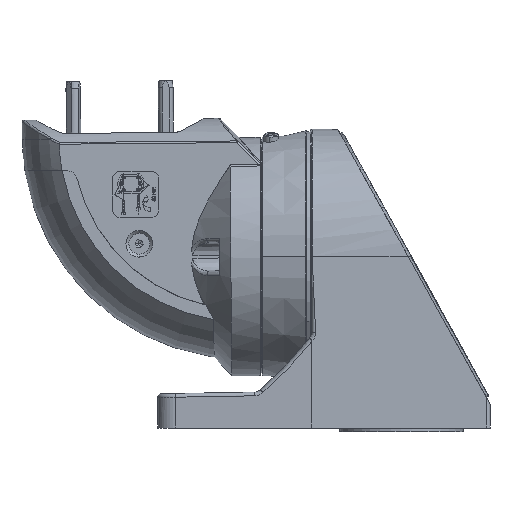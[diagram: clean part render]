
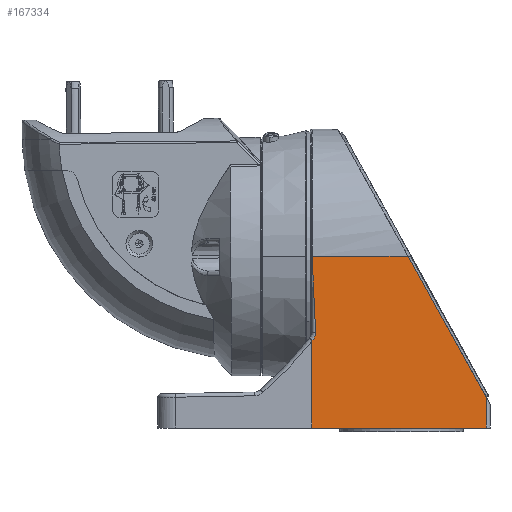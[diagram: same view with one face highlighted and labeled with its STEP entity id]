
A CAD part, left-side view. The second image highlights one B-rep face of the part: STEP entity #167334.
In plain terms, the highlighted face is planar.
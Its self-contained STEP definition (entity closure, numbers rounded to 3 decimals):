
#3016 = DIRECTION ( 'NONE',  ( 1., 0., 0. ) ) ;
#6007 = CARTESIAN_POINT ( 'NONE',  ( -93., -94.535, 69.1 ) ) ;
#8069 = CARTESIAN_POINT ( 'NONE',  ( 0., 0., 70.75 ) ) ;
#8593 = CARTESIAN_POINT ( 'NONE',  ( -4.114, -0.305, 70.745 ) ) ;
#8768 = CARTESIAN_POINT ( 'NONE',  ( -42.445, -1.888, 70.717 ) ) ;
#9371 = CARTESIAN_POINT ( 'NONE',  ( -44.676, -0.992, 70.733 ) ) ;
#11067 = CARTESIAN_POINT ( 'NONE',  ( 0., 0., 70.75 ) ) ;
#12332 = DIRECTION ( 'NONE',  ( -0.875, -0.485, -0.008 ) ) ;
#12364 = VECTOR ( 'NONE', #3016, 1000. ) ;
#22546 = CARTESIAN_POINT ( 'NONE',  ( -76.469, -94.535, 69.1 ) ) ;
#22998 = LINE ( 'NONE', #167933, #56255 ) ;
#23052 = CARTESIAN_POINT ( 'NONE',  ( -43.114, -1.71, 70.72 ) ) ;
#23489 = LINE ( 'NONE', #11067, #169886 ) ;
#23636 = CARTESIAN_POINT ( 'NONE',  ( -45.15, -0.697, 70.738 ) ) ;
#23671 = CARTESIAN_POINT ( 'NONE',  ( 0., -0.305, 70.745 ) ) ;
#29440 = CARTESIAN_POINT ( 'NONE',  ( -45.934, 0., 70.75 ) ) ;
#33956 = FACE_OUTER_BOUND ( 'NONE', #98480, .T. ) ;
#34465 = CARTESIAN_POINT ( 'NONE',  ( -16.409, -1.211, 70.729 ) ) ;
#37298 = CARTESIAN_POINT ( 'NONE',  ( -43.367, -1.623, 70.722 ) ) ;
#37893 = CARTESIAN_POINT ( 'NONE',  ( -45.934, 0., 70.75 ) ) ;
#42246 = VERTEX_POINT ( 'NONE', #176788 ) ;
#50043 = LINE ( 'NONE', #155865, #125586 ) ;
#50395 = ORIENTED_EDGE ( 'NONE', *, *, #123625, .F. ) ;
#51515 = CARTESIAN_POINT ( 'NONE',  ( -43.44, -1.596, 70.722 ) ) ;
#53767 = ORIENTED_EDGE ( 'NONE', *, *, #105114, .F. ) ;
#56255 = VECTOR ( 'NONE', #12332, 1000. ) ;
#60666 = CARTESIAN_POINT ( 'NONE',  ( 0., -52.147, 69.84 ) ) ;
#62910 = CARTESIAN_POINT ( 'NONE',  ( -41., -2.035, 70.714 ) ) ;
#63637 = ORIENTED_EDGE ( 'NONE', *, *, #89329, .F. ) ;
#64292 = DIRECTION ( 'NONE',  ( 0., 1., 0.017 ) ) ;
#64536 = CARTESIAN_POINT ( 'NONE',  ( -41.207, -2.035, 70.714 ) ) ;
#65054 = PLANE ( 'NONE',  #161749 ) ;
#65134 = CARTESIAN_POINT ( 'NONE',  ( -41.517, -2.021, 70.715 ) ) ;
#65734 = CARTESIAN_POINT ( 'NONE',  ( -44., -1.367, 70.726 ) ) ;
#70924 = DIRECTION ( 'NONE',  ( 1., 0., 0. ) ) ;
#75906 = EDGE_CURVE ( 'NONE', #119563, #176308, #87964, .T. ) ;
#79306 = CARTESIAN_POINT ( 'NONE',  ( -1.371, -0.305, 70.745 ) ) ;
#79413 = DIRECTION ( 'NONE',  ( 0., -0.017, 1. ) ) ;
#79486 = CARTESIAN_POINT ( 'NONE',  ( -42.03, -1.959, 70.716 ) ) ;
#79826 = LINE ( 'NONE', #92981, #84343 ) ;
#80111 = CARTESIAN_POINT ( 'NONE',  ( -44.529, -1.081, 70.731 ) ) ;
#81510 = ORIENTED_EDGE ( 'NONE', *, *, #105845, .T. ) ;
#84343 = VECTOR ( 'NONE', #64292, 1000. ) ;
#87964 = LINE ( 'NONE', #88122, #12364 ) ;
#88122 = CARTESIAN_POINT ( 'NONE',  ( -80.014, -94.535, 69.1 ) ) ;
#89329 = EDGE_CURVE ( 'NONE', #119563, #182229, #79826, .T. ) ;
#89723 = B_SPLINE_CURVE_WITH_KNOTS ( 'NONE', 3,
 ( #135962, #64536, #65134, #164377, #79486, #178624, #93828, #8768, #108109, #23052, #122364, #37298, #136565, #51515, #150742, #65734, #164987, #80111, #179232, #94431, #9371, #108733, #23636, #122971, #37893 ),
 .UNSPECIFIED., .F., .F.,
 ( 4, 1, 1, 2, 2, 1, 1, 1, 2, 2, 1, 1, 1, 1, 2, 2, 4 ),
 ( 0., 0.125, 0.188, 0.219, 0.25, 0.375, 0.438, 0.469, 0.484, 0.5, 0.625, 0.688, 0.719, 0.734, 0.742, 0.75, 1. ),
 .UNSPECIFIED. ) ;
#90058 = EDGE_CURVE ( 'NONE', #42246, #137505, #89723, .T. ) ;
#92981 = CARTESIAN_POINT ( 'NONE',  ( -93., -98.94, 69.023 ) ) ;
#93657 = CARTESIAN_POINT ( 'NONE',  ( -2.743, -0.305, 70.745 ) ) ;
#93828 = CARTESIAN_POINT ( 'NONE',  ( -42.181, -1.935, 70.716 ) ) ;
#94431 = CARTESIAN_POINT ( 'NONE',  ( -44.652, -1.007, 70.732 ) ) ;
#95436 = ORIENTED_EDGE ( 'NONE', *, *, #153762, .T. ) ;
#98480 = EDGE_LOOP ( 'NONE', ( #95436, #175843, #81510, #178910, #53767, #63637, #140841, #50395 ) ) ;
#105114 = EDGE_CURVE ( 'NONE', #182229, #137505, #50043, .T. ) ;
#105845 = EDGE_CURVE ( 'NONE', #178188, #42246, #110028, .T. ) ;
#108109 = CARTESIAN_POINT ( 'NONE',  ( -42.757, -1.817, 70.718 ) ) ;
#108733 = CARTESIAN_POINT ( 'NONE',  ( -44.687, -0.985, 70.733 ) ) ;
#110028 = B_SPLINE_CURVE_WITH_KNOTS ( 'NONE', 3,
 ( #133703, #34465, #147906, #62910 ),
 .UNSPECIFIED., .F., .F.,
 ( 4, 4 ),
 ( -0.275, -0.238 ),
 .UNSPECIFIED. ) ;
#111608 = DIRECTION ( 'NONE',  ( 0., 1., 0.017 ) ) ;
#119563 = VERTEX_POINT ( 'NONE', #6007 ) ;
#122364 = CARTESIAN_POINT ( 'NONE',  ( -43.291, -1.65, 70.721 ) ) ;
#122971 = CARTESIAN_POINT ( 'NONE',  ( -45.561, -0.371, 70.744 ) ) ;
#123625 = EDGE_CURVE ( 'NONE', #158960, #176308, #22998, .T. ) ;
#125586 = VECTOR ( 'NONE', #70924, 1000. ) ;
#128578 = EDGE_CURVE ( 'NONE', #179812, #178188, #171711, .T. ) ;
#133703 = CARTESIAN_POINT ( 'NONE',  ( -4.114, -0.305, 70.745 ) ) ;
#135962 = CARTESIAN_POINT ( 'NONE',  ( -41., -2.035, 70.714 ) ) ;
#136565 = CARTESIAN_POINT ( 'NONE',  ( -43.417, -1.604, 70.722 ) ) ;
#137505 = VERTEX_POINT ( 'NONE', #29440 ) ;
#140841 = ORIENTED_EDGE ( 'NONE', *, *, #75906, .T. ) ;
#147906 = CARTESIAN_POINT ( 'NONE',  ( -28.705, -2.035, 70.714 ) ) ;
#150742 = CARTESIAN_POINT ( 'NONE',  ( -43.683, -1.504, 70.724 ) ) ;
#153762 = EDGE_CURVE ( 'NONE', #158960, #179812, #23489, .T. ) ;
#155119 = CARTESIAN_POINT ( 'NONE',  ( -93., 0., 70.75 ) ) ;
#155865 = CARTESIAN_POINT ( 'NONE',  ( 0., 0., 70.75 ) ) ;
#156998 = CARTESIAN_POINT ( 'NONE',  ( -4.114, -0.305, 70.745 ) ) ;
#158960 = VERTEX_POINT ( 'NONE', #60666 ) ;
#161749 = AXIS2_PLACEMENT_3D ( 'NONE', #8069, #79413, #178550 ) ;
#164202 = CARTESIAN_POINT ( 'NONE',  ( 0., -0.305, 70.745 ) ) ;
#164377 = CARTESIAN_POINT ( 'NONE',  ( -41.876, -1.981, 70.715 ) ) ;
#164987 = CARTESIAN_POINT ( 'NONE',  ( -44.355, -1.181, 70.729 ) ) ;
#167334 = ADVANCED_FACE ( 'NONE', ( #33956 ), #65054, .T. ) ;
#167933 = CARTESIAN_POINT ( 'NONE',  ( 22.117, -39.888, 70.054 ) ) ;
#169886 = VECTOR ( 'NONE', #111608, 1000. ) ;
#171711 = B_SPLINE_CURVE_WITH_KNOTS ( 'NONE', 3,
 ( #164202, #79306, #93657, #8593 ),
 .UNSPECIFIED., .F., .F.,
 ( 4, 4 ),
 ( 0., 1. ),
 .UNSPECIFIED. ) ;
#175843 = ORIENTED_EDGE ( 'NONE', *, *, #128578, .T. ) ;
#176308 = VERTEX_POINT ( 'NONE', #22546 ) ;
#176788 = CARTESIAN_POINT ( 'NONE',  ( -41., -2.035, 70.714 ) ) ;
#178188 = VERTEX_POINT ( 'NONE', #156998 ) ;
#178550 = DIRECTION ( 'NONE',  ( 0., -1., -0.017 ) ) ;
#178624 = CARTESIAN_POINT ( 'NONE',  ( -42.132, -1.943, 70.716 ) ) ;
#178910 = ORIENTED_EDGE ( 'NONE', *, *, #90058, .T. ) ;
#179232 = CARTESIAN_POINT ( 'NONE',  ( -44.615, -1.029, 70.732 ) ) ;
#179812 = VERTEX_POINT ( 'NONE', #23671 ) ;
#182229 = VERTEX_POINT ( 'NONE', #155119 ) ;
